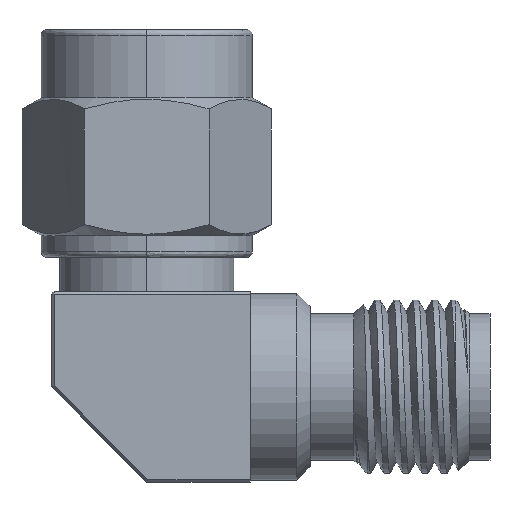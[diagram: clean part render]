
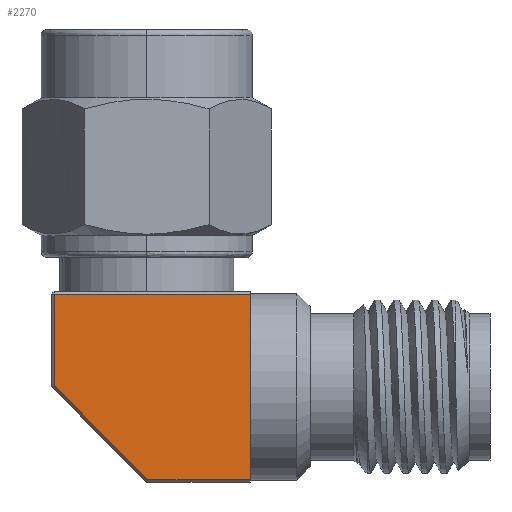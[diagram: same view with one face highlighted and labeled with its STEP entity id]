
A CAD part, left-side view. The second image highlights one B-rep face of the part: STEP entity #2270.
In plain terms, the highlighted planar face has unit normal (-1, 0, 0).
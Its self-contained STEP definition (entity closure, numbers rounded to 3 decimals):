
#165 = EDGE_CURVE ( 'NONE', #5268, #3678, #4747, .T. ) ;
#206 = VECTOR ( 'NONE', #3547, 1000. ) ;
#244 = EDGE_CURVE ( 'NONE', #563, #1913, #3241, .T. ) ;
#563 = VERTEX_POINT ( 'NONE', #4672 ) ;
#809 = CARTESIAN_POINT ( 'NONE',  ( -3.811, -1.394, 17.27 ) ) ;
#1088 = VECTOR ( 'NONE', #6388, 1000. ) ;
#1219 = ORIENTED_EDGE ( 'NONE', *, *, #244, .F. ) ;
#1417 = CARTESIAN_POINT ( 'NONE',  ( -3.811, -1.394, 10.37 ) ) ;
#1423 = CARTESIAN_POINT ( 'NONE',  ( -3.811, 0.606, 16.07 ) ) ;
#1511 = EDGE_LOOP ( 'NONE', ( #3019, #2347, #5085, #7225, #1219 ) ) ;
#1556 = DIRECTION ( 'NONE',  ( 0., 0.707, 0.707 ) ) ;
#1705 = LINE ( 'NONE', #6810, #6423 ) ;
#1913 = VERTEX_POINT ( 'NONE', #7160 ) ;
#2022 = DIRECTION ( 'NONE',  ( 0., 1., 0. ) ) ;
#2081 = AXIS2_PLACEMENT_3D ( 'NONE', #1417, #5419, #2022 ) ;
#2128 = PLANE ( 'NONE',  #2081 ) ;
#2270 = ADVANCED_FACE ( 'NONE', ( #2612 ), #2128, .F. ) ;
#2347 = ORIENTED_EDGE ( 'NONE', *, *, #6143, .F. ) ;
#2408 = VECTOR ( 'NONE', #1556, 1000. ) ;
#2461 = LINE ( 'NONE', #1423, #5337 ) ;
#2612 = FACE_OUTER_BOUND ( 'NONE', #1511, .T. ) ;
#3019 = ORIENTED_EDGE ( 'NONE', *, *, #4972, .F. ) ;
#3241 = LINE ( 'NONE', #5522, #2408 ) ;
#3439 = CARTESIAN_POINT ( 'NONE',  ( -3.811, 7.806, 10.37 ) ) ;
#3547 = DIRECTION ( 'NONE',  ( 0., 0., 1. ) ) ;
#3678 = VERTEX_POINT ( 'NONE', #7289 ) ;
#4008 = CARTESIAN_POINT ( 'NONE',  ( -3.811, 7.806, 17.27 ) ) ;
#4184 = DIRECTION ( 'NONE',  ( 0., 0., -1. ) ) ;
#4672 = CARTESIAN_POINT ( 'NONE',  ( -3.811, 4.365, 10.47 ) ) ;
#4747 = LINE ( 'NONE', #809, #1088 ) ;
#4972 = EDGE_CURVE ( 'NONE', #7029, #563, #1705, .T. ) ;
#4997 = CARTESIAN_POINT ( 'NONE',  ( -3.811, 0.606, 10.47 ) ) ;
#5085 = ORIENTED_EDGE ( 'NONE', *, *, #165, .F. ) ;
#5268 = VERTEX_POINT ( 'NONE', #4008 ) ;
#5337 = VECTOR ( 'NONE', #4184, 1000. ) ;
#5419 = DIRECTION ( 'NONE',  ( 1., 0., 0. ) ) ;
#5522 = CARTESIAN_POINT ( 'NONE',  ( -3.811, 4.365, 10.47 ) ) ;
#6035 = EDGE_CURVE ( 'NONE', #1913, #5268, #6962, .T. ) ;
#6143 = EDGE_CURVE ( 'NONE', #3678, #7029, #2461, .T. ) ;
#6388 = DIRECTION ( 'NONE',  ( 0., -1., 0. ) ) ;
#6423 = VECTOR ( 'NONE', #6878, 1000. ) ;
#6810 = CARTESIAN_POINT ( 'NONE',  ( -3.811, -1.394, 10.47 ) ) ;
#6878 = DIRECTION ( 'NONE',  ( 0., 1., 0. ) ) ;
#6962 = LINE ( 'NONE', #3439, #206 ) ;
#7029 = VERTEX_POINT ( 'NONE', #4997 ) ;
#7160 = CARTESIAN_POINT ( 'NONE',  ( -3.811, 7.806, 13.911 ) ) ;
#7225 = ORIENTED_EDGE ( 'NONE', *, *, #6035, .F. ) ;
#7289 = CARTESIAN_POINT ( 'NONE',  ( -3.811, 0.606, 17.27 ) ) ;
